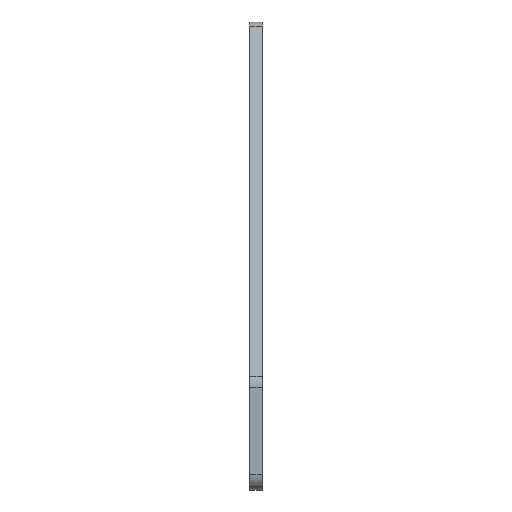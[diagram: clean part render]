
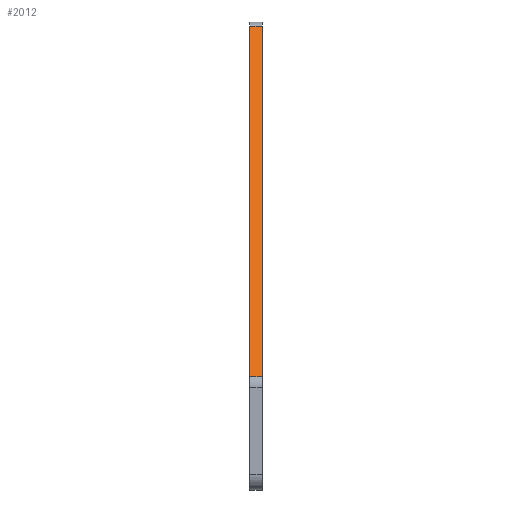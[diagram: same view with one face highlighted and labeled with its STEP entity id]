
A CAD part, left-side view. The second image highlights one B-rep face of the part: STEP entity #2012.
In plain terms, the highlighted planar face has unit normal (-0.707, 0, 0.707).
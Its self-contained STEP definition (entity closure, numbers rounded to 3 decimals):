
#68 = LINE ( 'NONE', #753, #255 ) ;
#97 = CARTESIAN_POINT ( 'NONE',  ( -9.379, 0., 68.5 ) ) ;
#184 = DIRECTION ( 'NONE',  ( 0., 1., 0. ) ) ;
#200 = EDGE_CURVE ( 'NONE', #644, #245, #2000, .T. ) ;
#219 = ORIENTED_EDGE ( 'NONE', *, *, #377, .F. ) ;
#245 = VERTEX_POINT ( 'NONE', #1022 ) ;
#250 = LINE ( 'NONE', #1921, #728 ) ;
#255 = VECTOR ( 'NONE', #360, 1000. ) ;
#315 = EDGE_CURVE ( 'NONE', #1100, #245, #712, .T. ) ;
#343 = CARTESIAN_POINT ( 'NONE',  ( -67.768, 0., 10.111 ) ) ;
#360 = DIRECTION ( 'NONE',  ( -0.707, 0., -0.707 ) ) ;
#377 = EDGE_CURVE ( 'NONE', #1100, #910, #250, .T. ) ;
#421 = FACE_OUTER_BOUND ( 'NONE', #2067, .T. ) ;
#550 = VECTOR ( 'NONE', #1370, 1000. ) ;
#644 = VERTEX_POINT ( 'NONE', #343 ) ;
#712 = LINE ( 'NONE', #1169, #550 ) ;
#728 = VECTOR ( 'NONE', #1764, 1000. ) ;
#753 = CARTESIAN_POINT ( 'NONE',  ( -9.379, 0., 68.5 ) ) ;
#803 = DIRECTION ( 'NONE',  ( -0.707, 0., 0.707 ) ) ;
#873 = ORIENTED_EDGE ( 'NONE', *, *, #200, .F. ) ;
#910 = VERTEX_POINT ( 'NONE', #981 ) ;
#981 = CARTESIAN_POINT ( 'NONE',  ( -10.111, 0., 67.768 ) ) ;
#1022 = CARTESIAN_POINT ( 'NONE',  ( -67.768, 2., 10.111 ) ) ;
#1100 = VERTEX_POINT ( 'NONE', #1396 ) ;
#1169 = CARTESIAN_POINT ( 'NONE',  ( -9.379, 2., 68.5 ) ) ;
#1368 = AXIS2_PLACEMENT_3D ( 'NONE', #97, #803, #1792 ) ;
#1370 = DIRECTION ( 'NONE',  ( -0.707, 0., -0.707 ) ) ;
#1396 = CARTESIAN_POINT ( 'NONE',  ( -10.111, 2., 67.768 ) ) ;
#1448 = VECTOR ( 'NONE', #184, 1000. ) ;
#1660 = CARTESIAN_POINT ( 'NONE',  ( -67.768, 0., 10.111 ) ) ;
#1764 = DIRECTION ( 'NONE',  ( 0., -1., 0. ) ) ;
#1792 = DIRECTION ( 'NONE',  ( -0.707, 0., -0.707 ) ) ;
#1801 = PLANE ( 'NONE',  #1368 ) ;
#1907 = ORIENTED_EDGE ( 'NONE', *, *, #315, .T. ) ;
#1921 = CARTESIAN_POINT ( 'NONE',  ( -10.111, 0., 67.768 ) ) ;
#1955 = EDGE_CURVE ( 'NONE', #910, #644, #68, .T. ) ;
#2000 = LINE ( 'NONE', #1660, #1448 ) ;
#2012 = ADVANCED_FACE ( 'NONE', ( #421 ), #1801, .T. ) ;
#2067 = EDGE_LOOP ( 'NONE', ( #1907, #873, #2106, #219 ) ) ;
#2106 = ORIENTED_EDGE ( 'NONE', *, *, #1955, .F. ) ;
